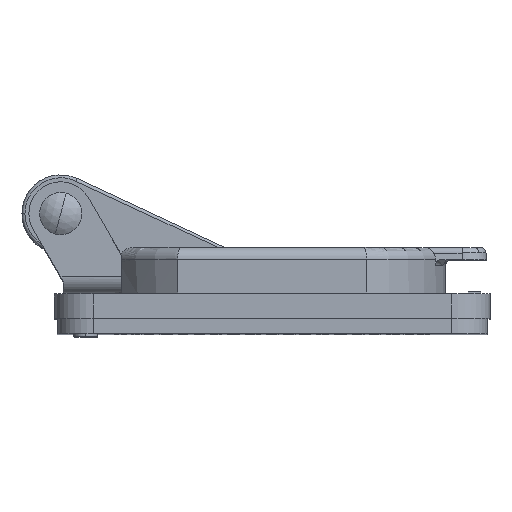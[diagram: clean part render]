
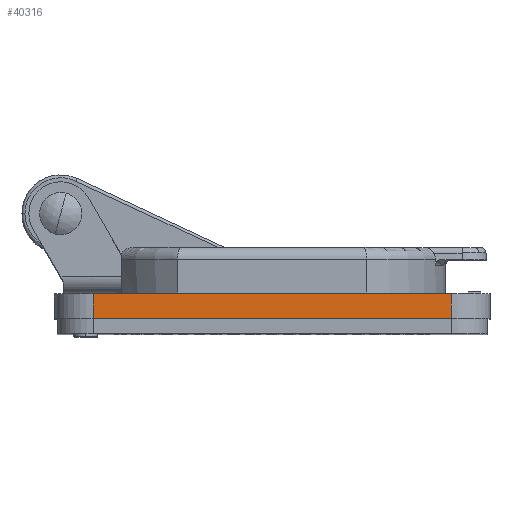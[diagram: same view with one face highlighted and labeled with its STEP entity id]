
A CAD part, top view. The second image highlights one B-rep face of the part: STEP entity #40316.
In plain terms, the highlighted planar face has unit normal (0, 0, 1).
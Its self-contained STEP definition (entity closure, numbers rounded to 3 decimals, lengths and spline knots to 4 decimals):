
#2391 = DIRECTION ( 'NONE',  ( -1., 0., 0. ) ) ;
#2835 = DIRECTION ( 'NONE',  ( 1., 0., 0. ) ) ;
#4401 = DIRECTION ( 'NONE',  ( 0., -1., 0. ) ) ;
#7402 = EDGE_CURVE ( 'NONE', #64205, #51008, #42748, .T. ) ;
#9762 = ORIENTED_EDGE ( 'NONE', *, *, #62493, .T. ) ;
#12133 = ORIENTED_EDGE ( 'NONE', *, *, #7402, .T. ) ;
#14088 = CARTESIAN_POINT ( 'NONE',  ( 22.7535, 34.9804, 53.3642 ) ) ;
#15456 = VERTEX_POINT ( 'NONE', #18345 ) ;
#16652 = DIRECTION ( 'NONE',  ( 0., 1., 0. ) ) ;
#18345 = CARTESIAN_POINT ( 'NONE',  ( 20.9035, 35.1054, 53.3642 ) ) ;
#20530 = EDGE_LOOP ( 'NONE', ( #35549, #9762, #39765, #12133 ) ) ;
#28150 = CARTESIAN_POINT ( 'NONE',  ( 22.7535, 35.1054, 53.3642 ) ) ;
#28897 = LINE ( 'NONE', #49172, #39496 ) ;
#30281 = VERTEX_POINT ( 'NONE', #59290 ) ;
#31343 = LINE ( 'NONE', #57077, #45341 ) ;
#32694 = VECTOR ( 'NONE', #16652, 39.3701 ) ;
#33471 = AXIS2_PLACEMENT_3D ( 'NONE', #61055, #55569, #2391 ) ;
#34628 = FACE_OUTER_BOUND ( 'NONE', #20530, .T. ) ;
#35549 = ORIENTED_EDGE ( 'NONE', *, *, #58424, .F. ) ;
#39496 = VECTOR ( 'NONE', #2835, 39.3701 ) ;
#39765 = ORIENTED_EDGE ( 'NONE', *, *, #48302, .T. ) ;
#40316 = ADVANCED_FACE ( 'NONE', ( #34628 ), #50417, .F. ) ;
#42748 = LINE ( 'NONE', #52370, #32694 ) ;
#45341 = VECTOR ( 'NONE', #58090, 39.3701 ) ;
#48302 = EDGE_CURVE ( 'NONE', #30281, #64205, #31343, .T. ) ;
#49172 = CARTESIAN_POINT ( 'NONE',  ( 20.7035, 35.1054, 53.3642 ) ) ;
#50417 = PLANE ( 'NONE',  #33471 ) ;
#50607 = VECTOR ( 'NONE', #4401, 39.3701 ) ;
#51008 = VERTEX_POINT ( 'NONE', #28150 ) ;
#51405 = LINE ( 'NONE', #57228, #50607 ) ;
#52370 = CARTESIAN_POINT ( 'NONE',  ( 22.7535, 35.1054, 53.3642 ) ) ;
#55569 = DIRECTION ( 'NONE',  ( 0., 0., -1. ) ) ;
#57077 = CARTESIAN_POINT ( 'NONE',  ( 20.7035, 34.9804, 53.3642 ) ) ;
#57228 = CARTESIAN_POINT ( 'NONE',  ( 20.9035, 35.1054, 53.3642 ) ) ;
#58090 = DIRECTION ( 'NONE',  ( 1., 0., 0. ) ) ;
#58424 = EDGE_CURVE ( 'NONE', #15456, #51008, #28897, .T. ) ;
#59290 = CARTESIAN_POINT ( 'NONE',  ( 20.9035, 34.9804, 53.3642 ) ) ;
#61055 = CARTESIAN_POINT ( 'NONE',  ( 20.7035, 35.1054, 53.3642 ) ) ;
#62493 = EDGE_CURVE ( 'NONE', #15456, #30281, #51405, .T. ) ;
#64205 = VERTEX_POINT ( 'NONE', #14088 ) ;
